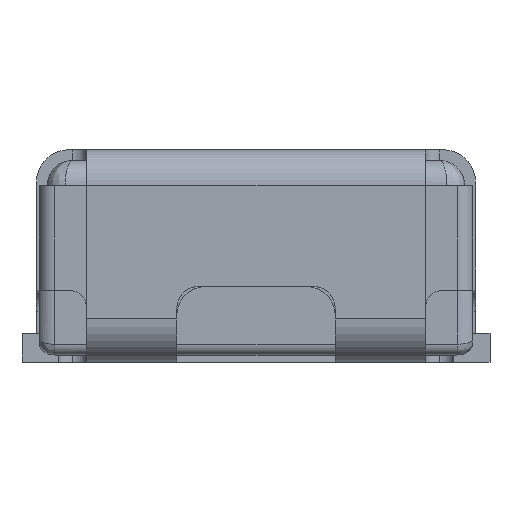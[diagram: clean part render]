
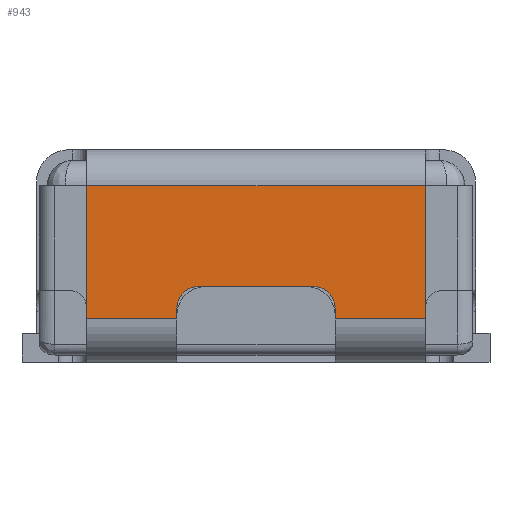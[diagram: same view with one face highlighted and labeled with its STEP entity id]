
A CAD part, left-side view. The second image highlights one B-rep face of the part: STEP entity #943.
In plain terms, the highlighted planar face has unit normal (-1, 0, 0).
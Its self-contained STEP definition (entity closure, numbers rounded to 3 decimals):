
#15 = CARTESIAN_POINT ( 'NONE',  ( -1.12, 0.22, 0.12 ) ) ;
#248 = VERTEX_POINT ( 'NONE', #5251 ) ;
#314 = VECTOR ( 'NONE', #4701, 1000. ) ;
#329 = CARTESIAN_POINT ( 'NONE',  ( -1.12, 0.16, 0.21 ) ) ;
#501 = DIRECTION ( 'NONE',  ( 0., 0., 1. ) ) ;
#577 = ORIENTED_EDGE ( 'NONE', *, *, #852, .T. ) ;
#593 = EDGE_LOOP ( 'NONE', ( #4145, #14460, #7448, #13513, #577, #7523, #6199, #11207, #11356, #5651 ) ) ;
#779 = VERTEX_POINT ( 'NONE', #329 ) ;
#852 = EDGE_CURVE ( 'NONE', #8221, #3979, #14017, .T. ) ;
#943 = ADVANCED_FACE ( 'NONE', ( #1119 ), #15772, .F. ) ;
#977 = CARTESIAN_POINT ( 'NONE',  ( -1.12, -0.16, 0.21 ) ) ;
#1119 = FACE_OUTER_BOUND ( 'NONE', #593, .T. ) ;
#1121 = VECTOR ( 'NONE', #8132, 1000. ) ;
#1521 = LINE ( 'NONE', #11857, #1121 ) ;
#1536 = AXIS2_PLACEMENT_3D ( 'NONE', #15264, #10216, #5303 ) ;
#1742 = EDGE_CURVE ( 'NONE', #248, #2052, #1521, .T. ) ;
#1785 = DIRECTION ( 'NONE',  ( 0., -1., 0. ) ) ;
#1892 = EDGE_CURVE ( 'NONE', #14684, #248, #7867, .T. ) ;
#1894 = CARTESIAN_POINT ( 'NONE',  ( -1.12, -0.22, 0.15 ) ) ;
#1922 = CARTESIAN_POINT ( 'NONE',  ( -1.12, 0., 0.21 ) ) ;
#1997 = EDGE_CURVE ( 'NONE', #5179, #14684, #5887, .T. ) ;
#2052 = VERTEX_POINT ( 'NONE', #7240 ) ;
#2679 = DIRECTION ( 'NONE',  ( 0., -1., 0. ) ) ;
#2912 = VECTOR ( 'NONE', #2987, 1000. ) ;
#2987 = DIRECTION ( 'NONE',  ( 0., -1., 0. ) ) ;
#2997 = CARTESIAN_POINT ( 'NONE',  ( -1.12, -0.47, 0.297 ) ) ;
#3451 = CARTESIAN_POINT ( 'NONE',  ( -1.12, 0.22, 0.305 ) ) ;
#3520 = CARTESIAN_POINT ( 'NONE',  ( -1.12, -0.16, 0.15 ) ) ;
#3749 = LINE ( 'NONE', #9928, #4767 ) ;
#3979 = VERTEX_POINT ( 'NONE', #15 ) ;
#4145 = ORIENTED_EDGE ( 'NONE', *, *, #1742, .T. ) ;
#4178 = VECTOR ( 'NONE', #4687, 1000. ) ;
#4687 = DIRECTION ( 'NONE',  ( 0., 0., 1. ) ) ;
#4701 = DIRECTION ( 'NONE',  ( 0., 0., -1. ) ) ;
#4767 = VECTOR ( 'NONE', #2679, 1000. ) ;
#5179 = VERTEX_POINT ( 'NONE', #977 ) ;
#5251 = CARTESIAN_POINT ( 'NONE',  ( -1.12, -0.22, 0.12 ) ) ;
#5303 = DIRECTION ( 'NONE',  ( 0., 0., -1. ) ) ;
#5569 = LINE ( 'NONE', #1922, #11109 ) ;
#5651 = ORIENTED_EDGE ( 'NONE', *, *, #1892, .T. ) ;
#5653 = VECTOR ( 'NONE', #7215, 1000. ) ;
#5887 = CIRCLE ( 'NONE', #6006, 0.06 ) ;
#6006 = AXIS2_PLACEMENT_3D ( 'NONE', #3520, #11177, #14850 ) ;
#6199 = ORIENTED_EDGE ( 'NONE', *, *, #16417, .T. ) ;
#6226 = VERTEX_POINT ( 'NONE', #16356 ) ;
#6956 = EDGE_CURVE ( 'NONE', #3979, #11966, #12508, .T. ) ;
#7213 = EDGE_CURVE ( 'NONE', #13849, #6226, #3749, .T. ) ;
#7215 = DIRECTION ( 'NONE',  ( 0., 0., -1. ) ) ;
#7240 = CARTESIAN_POINT ( 'NONE',  ( -1.12, -0.47, 0.12 ) ) ;
#7448 = ORIENTED_EDGE ( 'NONE', *, *, #7213, .F. ) ;
#7523 = ORIENTED_EDGE ( 'NONE', *, *, #6956, .T. ) ;
#7867 = LINE ( 'NONE', #16007, #314 ) ;
#7965 = CARTESIAN_POINT ( 'NONE',  ( -1.12, 0.47, 0.49 ) ) ;
#8058 = VECTOR ( 'NONE', #501, 1000. ) ;
#8132 = DIRECTION ( 'NONE',  ( 0., -1., 0. ) ) ;
#8221 = VERTEX_POINT ( 'NONE', #12401 ) ;
#8455 = LINE ( 'NONE', #2997, #8058 ) ;
#8996 = LINE ( 'NONE', #11378, #5653 ) ;
#9060 = EDGE_CURVE ( 'NONE', #2052, #6226, #8455, .T. ) ;
#9325 = DIRECTION ( 'NONE',  ( 1., 0., 0. ) ) ;
#9444 = CARTESIAN_POINT ( 'NONE',  ( -1.12, 0.47, 0.12 ) ) ;
#9928 = CARTESIAN_POINT ( 'NONE',  ( -1.12, 0., 0.49 ) ) ;
#10216 = DIRECTION ( 'NONE',  ( 1., 0., 0. ) ) ;
#10368 = CARTESIAN_POINT ( 'NONE',  ( -1.12, 0., 0.12 ) ) ;
#11109 = VECTOR ( 'NONE', #13412, 1000. ) ;
#11177 = DIRECTION ( 'NONE',  ( 1., 0., 0. ) ) ;
#11207 = ORIENTED_EDGE ( 'NONE', *, *, #11413, .T. ) ;
#11356 = ORIENTED_EDGE ( 'NONE', *, *, #1997, .T. ) ;
#11378 = CARTESIAN_POINT ( 'NONE',  ( -1.12, 0.47, 0.297 ) ) ;
#11413 = EDGE_CURVE ( 'NONE', #779, #5179, #5569, .T. ) ;
#11731 = CIRCLE ( 'NONE', #1536, 0.06 ) ;
#11857 = CARTESIAN_POINT ( 'NONE',  ( -1.12, 0., 0.12 ) ) ;
#11966 = VERTEX_POINT ( 'NONE', #12943 ) ;
#12401 = CARTESIAN_POINT ( 'NONE',  ( -1.12, 0.47, 0.12 ) ) ;
#12508 = LINE ( 'NONE', #3451, #4178 ) ;
#12901 = AXIS2_PLACEMENT_3D ( 'NONE', #9444, #9325, #1785 ) ;
#12943 = CARTESIAN_POINT ( 'NONE',  ( -1.12, 0.22, 0.15 ) ) ;
#13412 = DIRECTION ( 'NONE',  ( 0., -1., 0. ) ) ;
#13513 = ORIENTED_EDGE ( 'NONE', *, *, #14782, .T. ) ;
#13849 = VERTEX_POINT ( 'NONE', #7965 ) ;
#14017 = LINE ( 'NONE', #10368, #2912 ) ;
#14460 = ORIENTED_EDGE ( 'NONE', *, *, #9060, .T. ) ;
#14684 = VERTEX_POINT ( 'NONE', #1894 ) ;
#14782 = EDGE_CURVE ( 'NONE', #13849, #8221, #8996, .T. ) ;
#14850 = DIRECTION ( 'NONE',  ( 0., 0., -1. ) ) ;
#15264 = CARTESIAN_POINT ( 'NONE',  ( -1.12, 0.16, 0.15 ) ) ;
#15772 = PLANE ( 'NONE',  #12901 ) ;
#16007 = CARTESIAN_POINT ( 'NONE',  ( -1.12, -0.22, 0.305 ) ) ;
#16356 = CARTESIAN_POINT ( 'NONE',  ( -1.12, -0.47, 0.49 ) ) ;
#16417 = EDGE_CURVE ( 'NONE', #11966, #779, #11731, .T. ) ;
